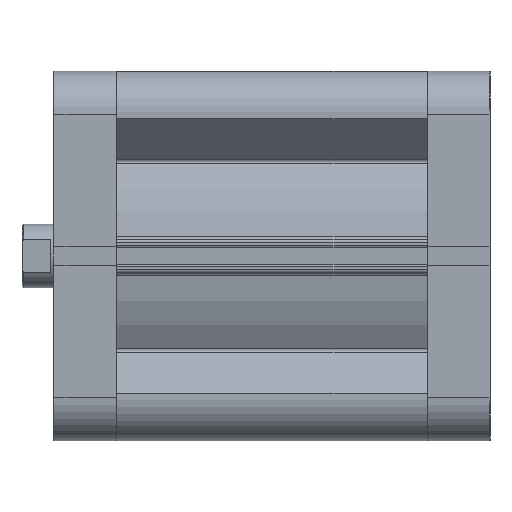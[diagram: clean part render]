
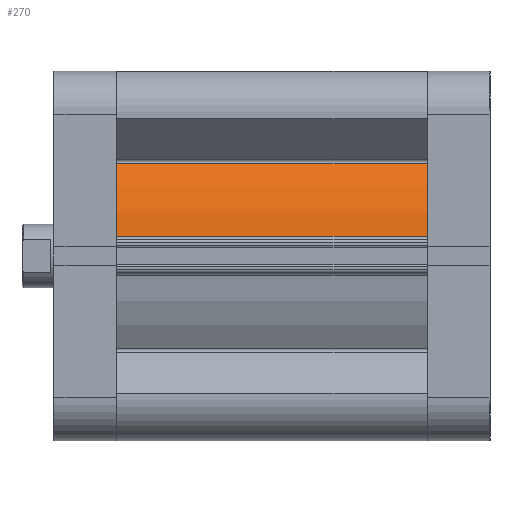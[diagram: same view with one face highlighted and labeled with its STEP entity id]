
A CAD part, front view. The second image highlights one B-rep face of the part: STEP entity #270.
In plain terms, the highlighted cylindrical face has radius 53.5 mm (diameter 107 mm), a partial arc.
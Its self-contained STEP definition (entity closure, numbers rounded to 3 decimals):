
#160 = ORIENTED_EDGE ( 'NONE', *, *, #860, .T. ) ;
#161 = ORIENTED_EDGE ( 'NONE', *, *, #849, .F. ) ;
#162 = ORIENTED_EDGE ( 'NONE', *, *, #858, .T. ) ;
#163 = ORIENTED_EDGE ( 'NONE', *, *, #859, .T. ) ;
#270 = ADVANCED_FACE ( 'NONE', ( #8641 ), #8644, .T. ) ;
#849 = EDGE_CURVE ( 'NONE', #1959, #1960, #3511, .T. ) ;
#858 = EDGE_CURVE ( 'NONE', #1961, #1960, #3522, .T. ) ;
#859 = EDGE_CURVE ( 'NONE', #1962, #1961, #3527, .T. ) ;
#860 = EDGE_CURVE ( 'NONE', #1959, #1962, #3519, .T. ) ;
#1959 = VERTEX_POINT ( 'NONE', #7151 ) ;
#1960 = VERTEX_POINT ( 'NONE', #7152 ) ;
#1961 = VERTEX_POINT ( 'NONE', #7153 ) ;
#1962 = VERTEX_POINT ( 'NONE', #7154 ) ;
#3511 = CIRCLE ( 'NONE', #9229, 53.5 ) ;
#3514 = VECTOR ( 'NONE', #4195, 1000. ) ;
#3519 = LINE ( 'NONE', #4200, #3521 ) ;
#3521 = VECTOR ( 'NONE', #4201, 1000. ) ;
#3522 = LINE ( 'NONE', #4187, #3514 ) ;
#3527 = CIRCLE ( 'NONE', #9236, 53.5 ) ;
#4170 = CARTESIAN_POINT ( 'NONE',  ( 0., 0., 97.5 ) ) ;
#4171 = DIRECTION ( 'NONE',  ( 0., 0., 1. ) ) ;
#4172 = DIRECTION ( 'NONE',  ( 1., 0., 0. ) ) ;
#4187 = CARTESIAN_POINT ( 'NONE',  ( 28.996, -44.961, 97.5 ) ) ;
#4195 = DIRECTION ( 'NONE',  ( 0., 0., 1. ) ) ;
#4196 = CARTESIAN_POINT ( 'NONE',  ( 0., 0., 0. ) ) ;
#4198 = DIRECTION ( 'NONE',  ( 0., 0., 1. ) ) ;
#4199 = DIRECTION ( 'NONE',  ( 1., 0., 0. ) ) ;
#4200 = CARTESIAN_POINT ( 'NONE',  ( 6.135, -53.147, 97.5 ) ) ;
#4201 = DIRECTION ( 'NONE',  ( 0., 0., -1. ) ) ;
#7151 = CARTESIAN_POINT ( 'NONE',  ( 6.135, -53.147, 97.5 ) ) ;
#7152 = CARTESIAN_POINT ( 'NONE',  ( 28.996, -44.961, 97.5 ) ) ;
#7153 = CARTESIAN_POINT ( 'NONE',  ( 28.996, -44.961, 0. ) ) ;
#7154 = CARTESIAN_POINT ( 'NONE',  ( 6.135, -53.147, 0. ) ) ;
#8412 = EDGE_LOOP ( 'NONE', ( #163, #162, #161, #160 ) ) ;
#8641 = FACE_OUTER_BOUND ( 'NONE', #8412, .T. ) ;
#8644 = CYLINDRICAL_SURFACE ( 'NONE', #8840, 53.5 ) ;
#8840 = AXIS2_PLACEMENT_3D ( 'NONE', #9648, #9647, #9646 ) ;
#9229 = AXIS2_PLACEMENT_3D ( 'NONE', #4170, #4171, #4172 ) ;
#9236 = AXIS2_PLACEMENT_3D ( 'NONE', #4196, #4198, #4199 ) ;
#9646 = DIRECTION ( 'NONE',  ( -1., 0., 0. ) ) ;
#9647 = DIRECTION ( 'NONE',  ( 0., 0., -1. ) ) ;
#9648 = CARTESIAN_POINT ( 'NONE',  ( 0., 0., 97.5 ) ) ;
